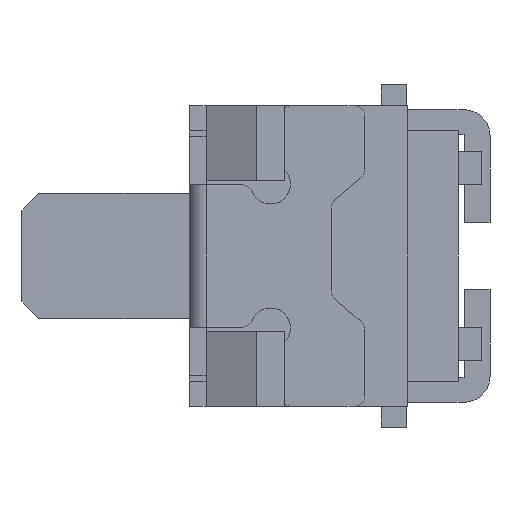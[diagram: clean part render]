
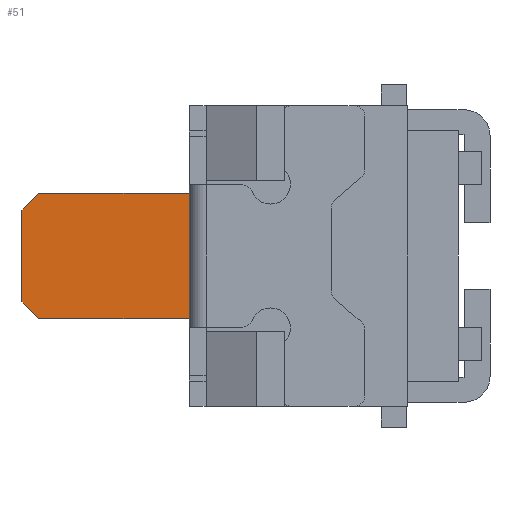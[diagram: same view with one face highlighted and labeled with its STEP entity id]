
A CAD part, left-side view. The second image highlights one B-rep face of the part: STEP entity #51.
In plain terms, the highlighted planar face has unit normal (-1, 0, 0).
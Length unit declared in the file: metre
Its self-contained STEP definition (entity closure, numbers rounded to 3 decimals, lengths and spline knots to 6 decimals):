
#51 = ADVANCED_FACE( '', ( #334 ), #335, .T. );
#334 = FACE_OUTER_BOUND( '', #896, .T. );
#335 = PLANE( '', #897 );
#896 = EDGE_LOOP( '', ( #1560, #1561, #1562, #1563, #1564, #1565 ) );
#897 = AXIS2_PLACEMENT_3D( '', #1566, #1567, #1568 );
#1560 = ORIENTED_EDGE( '', *, *, #4237, .F. );
#1561 = ORIENTED_EDGE( '', *, *, #4238, .T. );
#1562 = ORIENTED_EDGE( '', *, *, #4239, .T. );
#1563 = ORIENTED_EDGE( '', *, *, #4240, .T. );
#1564 = ORIENTED_EDGE( '', *, *, #4241, .F. );
#1565 = ORIENTED_EDGE( '', *, *, #4242, .T. );
#1566 = CARTESIAN_POINT( '', ( -0.00175, 0.002763, -0.00075 ) );
#1567 = DIRECTION( '', ( -1., 0., 0. ) );
#1568 = DIRECTION( '', ( 0., 0., 1. ) );
#4237 = EDGE_CURVE( '', #5077, #5078, #5079, .T. );
#4238 = EDGE_CURVE( '', #5077, #5080, #5081, .T. );
#4239 = EDGE_CURVE( '', #5080, #5082, #5083, .T. );
#4240 = EDGE_CURVE( '', #5082, #5084, #5085, .T. );
#4241 = EDGE_CURVE( '', #5086, #5084, #5087, .T. );
#4242 = EDGE_CURVE( '', #5086, #5078, #5088, .T. );
#5077 = VERTEX_POINT( '', #6451 );
#5078 = VERTEX_POINT( '', #6452 );
#5079 = LINE( '', #6453, #6454 );
#5080 = VERTEX_POINT( '', #6455 );
#5081 = LINE( '', #6456, #6457 );
#5082 = VERTEX_POINT( '', #6458 );
#5083 = LINE( '', #6459, #6460 );
#5084 = VERTEX_POINT( '', #6461 );
#5085 = LINE( '', #6462, #6463 );
#5086 = VERTEX_POINT( '', #6464 );
#5087 = LINE( '', #6465, #6466 );
#5088 = LINE( '', #6467, #6468 );
#6451 = CARTESIAN_POINT( '', ( -0.00175, 0.002763, -0.00075 ) );
#6452 = CARTESIAN_POINT( '', ( -0.00175, 0.00502, -0.00075 ) );
#6453 = CARTESIAN_POINT( '', ( -0.00175, 0.002763, -0.00075 ) );
#6454 = VECTOR( '', #8655, 1. );
#6455 = CARTESIAN_POINT( '', ( -0.00175, 0.002763, 0.00075 ) );
#6456 = CARTESIAN_POINT( '', ( -0.00175, 0.002763, -0.00075 ) );
#6457 = VECTOR( '', #8656, 1. );
#6458 = CARTESIAN_POINT( '', ( -0.00175, 0.00502, 0.00075 ) );
#6459 = CARTESIAN_POINT( '', ( -0.00175, 0.002763, 0.00075 ) );
#6460 = VECTOR( '', #8657, 1. );
#6461 = CARTESIAN_POINT( '', ( -0.00175, 0.00522, 0.00055 ) );
#6462 = CARTESIAN_POINT( '', ( -0.00175, 0.00502, 0.00075 ) );
#6463 = VECTOR( '', #8658, 1. );
#6464 = CARTESIAN_POINT( '', ( -0.00175, 0.00522, -0.00055 ) );
#6465 = CARTESIAN_POINT( '', ( -0.00175, 0.00522, -0.00055 ) );
#6466 = VECTOR( '', #8659, 1. );
#6467 = CARTESIAN_POINT( '', ( -0.00175, 0.00522, -0.00055 ) );
#6468 = VECTOR( '', #8660, 1. );
#8655 = DIRECTION( '', ( 0., 1., 0. ) );
#8656 = DIRECTION( '', ( 0., 0., 1. ) );
#8657 = DIRECTION( '', ( 0., 1., 0. ) );
#8658 = DIRECTION( '', ( 0., 0.707, -0.707 ) );
#8659 = DIRECTION( '', ( 0., 0., 1. ) );
#8660 = DIRECTION( '', ( 0., -0.707, -0.707 ) );
